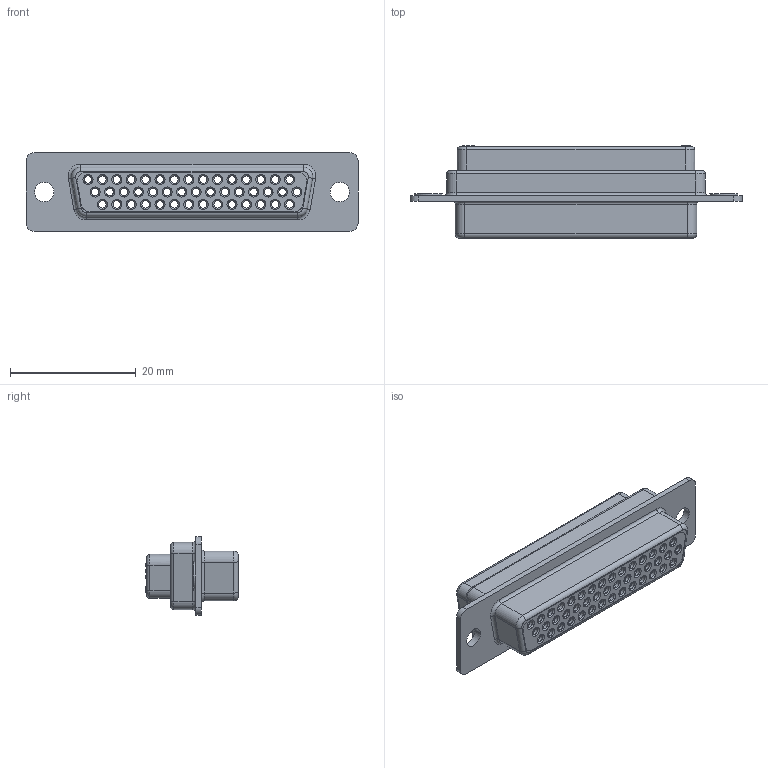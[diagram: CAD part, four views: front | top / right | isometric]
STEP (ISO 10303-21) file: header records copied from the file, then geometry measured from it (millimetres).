
FILE_DESCRIPTION(/* description */ (''),/* implementation_level */ '2;1');
FILE_NAME(/* name */ '3D_9980020990008_DB-A044FC_V1.0_stp.stp',/* time_stamp */ '2024-01-19T15:13:03+08:00',/* author */ (''),/* organization */ (''),/* preprocessor_version */ 'ST-DEVELOPER v18.1',/* originating_system */ 'SIEMENS PLM Software NX 1980',/* authorisation */ '');
FILE_SCHEMA (('AUTOMOTIVE_DESIGN { 1 0 10303 214 3 1 1 1 }'));
Length unit declared in the file: millimetre
Products named in the file (1): ylga1950792Fhkza
Bounding box: 52.8 x 14.8 x 12.5 mm (x, y, z)
Volume: 2717.8 mm3; surface area: 8602.1 mm2
Topology: 1 solids, 3 shells, 617 faces, 1640 edges, 1075 vertices
Faces by surface type: cylinder 272, plane 174, cone 92, torus 36, extrusion 35, bspline 8
Entity records: 25235 total; most frequent: CARTESIAN_POINT 5004, DIRECTION 3414, ORIENTED_EDGE 3280, EDGE_CURVE 1640, AXIS2_PLACEMENT_3D 1379, VERTEX_POINT 1075, CIRCLE 804, EDGE_LOOP 763
